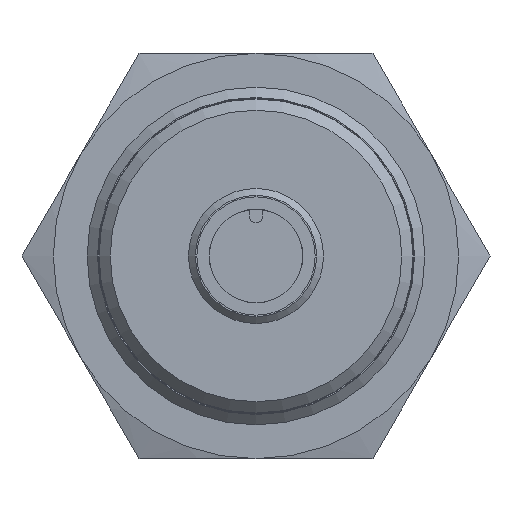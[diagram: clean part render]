
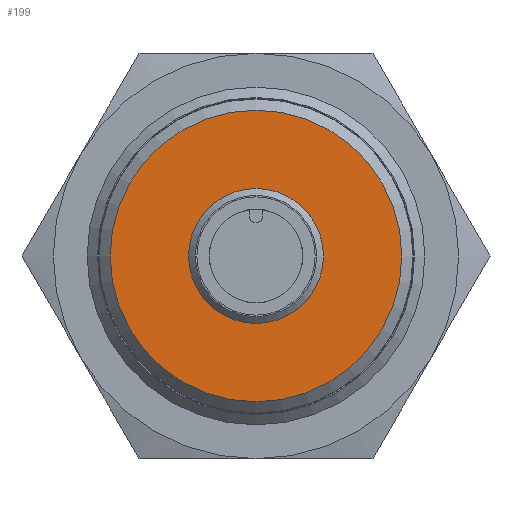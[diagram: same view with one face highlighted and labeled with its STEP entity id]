
A CAD part, left-side view. The second image highlights one B-rep face of the part: STEP entity #199.
In plain terms, the highlighted planar face has unit normal (-1, 0, 0).
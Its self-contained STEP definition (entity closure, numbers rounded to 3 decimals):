
#199 = ADVANCED_FACE( '', ( #286, #287 ), #288, .F. );
#286 = FACE_OUTER_BOUND( '', #425, .T. );
#287 = FACE_BOUND( '', #426, .T. );
#288 = PLANE( '', #427 );
#425 = EDGE_LOOP( '', ( #617 ) );
#426 = EDGE_LOOP( '', ( #618 ) );
#427 = AXIS2_PLACEMENT_3D( '', #619, #620, #621 );
#617 = ORIENTED_EDGE( '', *, *, #868, .F. );
#618 = ORIENTED_EDGE( '', *, *, #853, .T. );
#619 = CARTESIAN_POINT( '', ( 13., 0., 0. ) );
#620 = DIRECTION( '', ( 1., 0., 0. ) );
#621 = DIRECTION( '', ( 0., 0., -1. ) );
#853 = EDGE_CURVE( '', #944, #944, #945, .T. );
#868 = EDGE_CURVE( '', #973, #973, #974, .T. );
#944 = VERTEX_POINT( '', #1095 );
#945 = CIRCLE( '', #1096, 5.25 );
#973 = VERTEX_POINT( '', #1277 );
#974 = CIRCLE( '', #1278, 12.95 );
#1095 = CARTESIAN_POINT( '', ( 13., 0., -5.25 ) );
#1096 = AXIS2_PLACEMENT_3D( '', #1518, #1519, #1520 );
#1277 = CARTESIAN_POINT( '', ( 13., 0., -12.95 ) );
#1278 = AXIS2_PLACEMENT_3D( '', #1549, #1550, #1551 );
#1518 = CARTESIAN_POINT( '', ( 13., 0., 0. ) );
#1519 = DIRECTION( '', ( 1., 0., 0. ) );
#1520 = DIRECTION( '', ( 0., 0., -1. ) );
#1549 = CARTESIAN_POINT( '', ( 13., 0., 0. ) );
#1550 = DIRECTION( '', ( 1., 0., 0. ) );
#1551 = DIRECTION( '', ( 0., 0., -1. ) );
